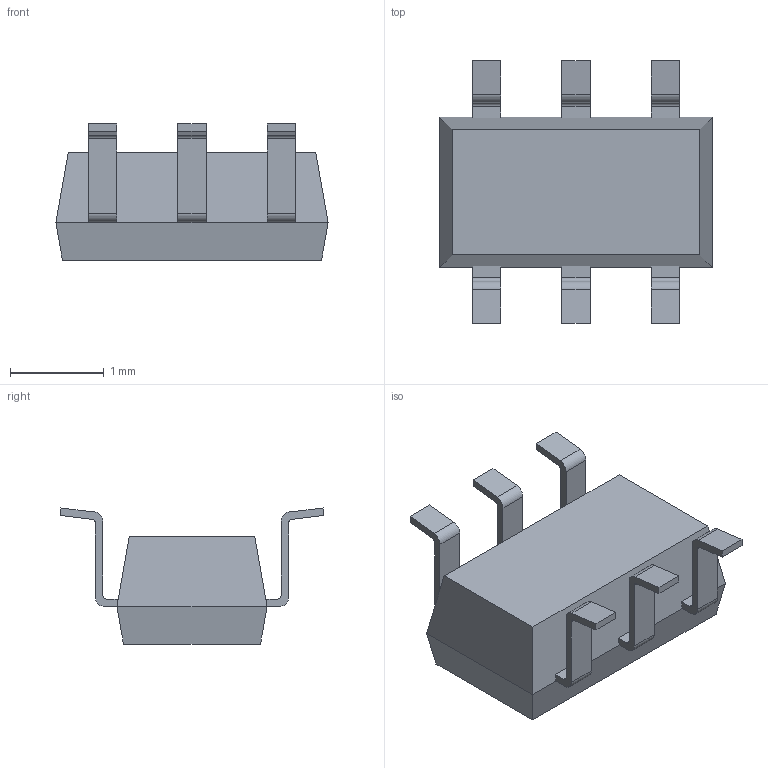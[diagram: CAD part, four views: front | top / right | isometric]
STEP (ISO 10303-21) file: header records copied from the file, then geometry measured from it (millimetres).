
FILE_DESCRIPTION (( 'STEP AP214' ), '1' );
FILE_NAME ('FS8205.STEP', '2021-05-07T09:05:44', ( '' ), ( '' ), 'SwSTEP 2.0', 'SolidWorks 2018', '' );
FILE_SCHEMA (( 'AUTOMOTIVE_DESIGN' ));
Length unit declared in the file: millimetre
Products named in the file (2): FS8205
Bounding box: 2.9 x 2.8 x 1.45 mm (x, y, z)
Volume: 5 mm3; surface area: 24.6 mm2
Topology: 7 solids, 7 shells, 94 faces, 236 edges, 156 vertices
Faces by surface type: plane 70, cylinder 24
Entity records: 3933 total; most frequent: CARTESIAN_POINT 488, DIRECTION 476, ORIENTED_EDGE 472, EDGE_CURVE 236, LINE 188, VECTOR 188, VERTEX_POINT 156, AXIS2_PLACEMENT_3D 144
